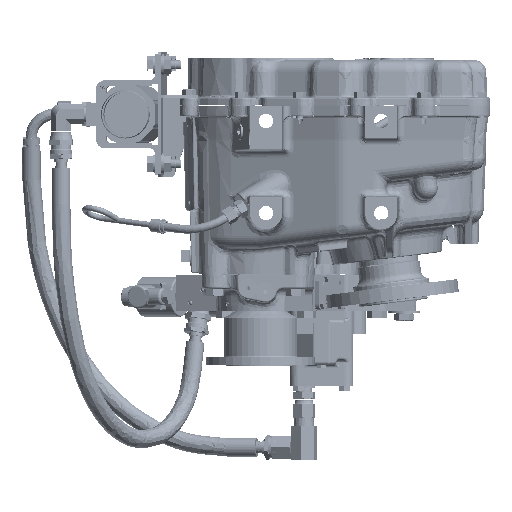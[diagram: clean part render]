
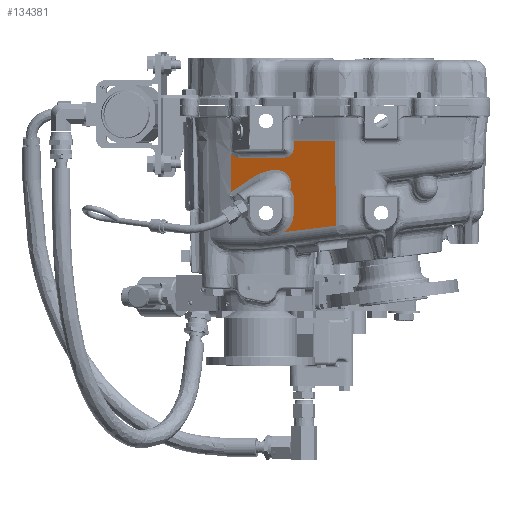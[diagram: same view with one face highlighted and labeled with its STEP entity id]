
A CAD part, left-side view. The second image highlights one B-rep face of the part: STEP entity #134381.
In plain terms, the highlighted planar face has unit normal (-0.913, 0.407, -0.026).
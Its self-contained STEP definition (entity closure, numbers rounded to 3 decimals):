
#3631 = ORIENTED_EDGE ( 'NONE', *, *, #33623, .T. ) ;
#3639 = CARTESIAN_POINT ( 'NONE',  ( -72.754, 32.392, -105.7 ) ) ;
#4006 = ORIENTED_EDGE ( 'NONE', *, *, #68275, .T. ) ;
#4139 = DIRECTION ( 'NONE',  ( 0.407, 0.913, -0.011 ) ) ;
#4654 = DIRECTION ( 'NONE',  ( -0.407, -0.914, 0. ) ) ;
#5886 = EDGE_CURVE ( 'NONE', #45745, #109320, #65967, .T. ) ;
#8335 = VERTEX_POINT ( 'NONE', #73316 ) ;
#8835 = VECTOR ( 'NONE', #4139, 1000. ) ;
#11958 = CARTESIAN_POINT ( 'NONE',  ( -100.694, -32.955, -145.985 ) ) ;
#12185 = CARTESIAN_POINT ( 'NONE',  ( -73.619, 30.248, -108.815 ) ) ;
#13698 =( BOUNDED_CURVE ( )  B_SPLINE_CURVE ( 3, ( #150031, #41116, #165677, #72395 ),
 .UNSPECIFIED., .F., .F. ) 
 B_SPLINE_CURVE_WITH_KNOTS ( ( 4, 4 ),
 ( 3.205, 4.069 ),
 .UNSPECIFIED. ) 
 CURVE ( )  GEOMETRIC_REPRESENTATION_ITEM ( )  RATIONAL_B_SPLINE_CURVE ( ( 1., 0.939, 0.939, 1. ) ) 
 REPRESENTATION_ITEM ( '' )  );
#14364 = LINE ( 'NONE', #63073, #133687 ) ;
#15428 = DIRECTION ( 'NONE',  ( -0.024, 0.011, 1. ) ) ;
#23094 =( BOUNDED_CURVE ( )  B_SPLINE_CURVE ( 3, ( #68758, #146359, #193396, #99998 ),
 .UNSPECIFIED., .F., .F. ) 
 B_SPLINE_CURVE_WITH_KNOTS ( ( 4, 4 ),
 ( 5.383, 6.288 ),
 .UNSPECIFIED. ) 
 CURVE ( )  GEOMETRIC_REPRESENTATION_ITEM ( )  RATIONAL_B_SPLINE_CURVE ( ( 1., 0.933, 0.933, 1. ) ) 
 REPRESENTATION_ITEM ( '' )  );
#23418 = ORIENTED_EDGE ( 'NONE', *, *, #127179, .T. ) ;
#24586 = VECTOR ( 'NONE', #62190, 1000. ) ;
#25844 = CARTESIAN_POINT ( 'NONE',  ( -101.583, -32.628, -109.903 ) ) ;
#33097 = DIRECTION ( 'NONE',  ( -0.026, 0.006, 1. ) ) ;
#33623 = EDGE_CURVE ( 'NONE', #49484, #33840, #124263, .T. ) ;
#33840 = VERTEX_POINT ( 'NONE', #185969 ) ;
#38836 = CARTESIAN_POINT ( 'NONE',  ( -126.91, -89.471, -109.24 ) ) ;
#40976 = CARTESIAN_POINT ( 'NONE',  ( -121.827, -82.942, -185.122 ) ) ;
#41116 = CARTESIAN_POINT ( 'NONE',  ( -101.376, -36.629, -179.264 ) ) ;
#42806 = VERTEX_POINT ( 'NONE', #177861 ) ;
#44277 =( BOUNDED_CURVE ( )  B_SPLINE_CURVE ( 3, ( #103379, #119064, #25844, #134729 ),
 .UNSPECIFIED., .F., .F. ) 
 B_SPLINE_CURVE_WITH_KNOTS ( ( 4, 4 ),
 ( 0.131, 1.701 ),
 .UNSPECIFIED. ) 
 CURVE ( )  GEOMETRIC_REPRESENTATION_ITEM ( )  RATIONAL_B_SPLINE_CURVE ( ( 1., 0.805, 0.805, 1. ) ) 
 REPRESENTATION_ITEM ( '' )  );
#45745 = VERTEX_POINT ( 'NONE', #171677 ) ;
#49484 = VERTEX_POINT ( 'NONE', #139234 ) ;
#52289 = EDGE_CURVE ( 'NONE', #119087, #97955, #117377, .T. ) ;
#53363 = CARTESIAN_POINT ( 'NONE',  ( -104.978, -36.535, -52.129 ) ) ;
#54549 = ORIENTED_EDGE ( 'NONE', *, *, #99114, .T. ) ;
#56168 = EDGE_CURVE ( 'NONE', #45745, #60902, #14364, .T. ) ;
#60902 = VERTEX_POINT ( 'NONE', #3639 ) ;
#61240 = AXIS2_PLACEMENT_3D ( 'NONE', #191255, #97850, #4654 ) ;
#61735 = LINE ( 'NONE', #157581, #176196 ) ;
#62190 = DIRECTION ( 'NONE',  ( -0.359, -0.773, 0.524 ) ) ;
#63073 = CARTESIAN_POINT ( 'NONE',  ( -74.021, 32.956, -52.743 ) ) ;
#65300 = CARTESIAN_POINT ( 'NONE',  ( -130.832, -103.007, -182.659 ) ) ;
#65967 = LINE ( 'NONE', #139733, #24586 ) ;
#68275 = EDGE_CURVE ( 'NONE', #42806, #132407, #91565, .T. ) ;
#68758 = CARTESIAN_POINT ( 'NONE',  ( -100.694, -32.955, -145.985 ) ) ;
#72395 = CARTESIAN_POINT ( 'NONE',  ( -96.728, -27.009, -191.99 ) ) ;
#73316 = CARTESIAN_POINT ( 'NONE',  ( -100.694, -32.955, -145.985 ) ) ;
#76165 = VERTEX_POINT ( 'NONE', #78928 ) ;
#78928 = CARTESIAN_POINT ( 'NONE',  ( -103.616, -36.571, -100.201 ) ) ;
#79326 = DIRECTION ( 'NONE',  ( 0.407, 0.914, 0. ) ) ;
#80216 = ORIENTED_EDGE ( 'NONE', *, *, #83870, .T. ) ;
#82796 = VECTOR ( 'NONE', #147929, 1000. ) ;
#83870 = EDGE_CURVE ( 'NONE', #33840, #119087, #13698, .T. ) ;
#87500 = CARTESIAN_POINT ( 'NONE',  ( -77.331, 21.8, -110.538 ) ) ;
#89725 = CARTESIAN_POINT ( 'NONE',  ( -77.331, 21.8, -110.538 ) ) ;
#91565 = LINE ( 'NONE', #38836, #8835 ) ;
#96411 = CARTESIAN_POINT ( 'NONE',  ( -103.854, -36.564, -91.809 ) ) ;
#97826 = ORIENTED_EDGE ( 'NONE', *, *, #201299, .T. ) ;
#97850 = DIRECTION ( 'NONE',  ( -0.913, 0.407, -0.026 ) ) ;
#97955 = VERTEX_POINT ( 'NONE', #40976 ) ;
#99114 = EDGE_CURVE ( 'NONE', #8335, #49484, #23094, .T. ) ;
#99292 = EDGE_CURVE ( 'NONE', #76165, #42806, #44277, .T. ) ;
#99998 = CARTESIAN_POINT ( 'NONE',  ( -102.103, -36.61, -153.613 ) ) ;
#102010 = CARTESIAN_POINT ( 'NONE',  ( -96.728, -27.009, -191.99 ) ) ;
#102657 =( BOUNDED_CURVE ( )  B_SPLINE_CURVE ( 3, ( #89725, #183056, #12185, #121047 ),
 .UNSPECIFIED., .F., .F. ) 
 B_SPLINE_CURVE_WITH_KNOTS ( ( 4, 4 ),
 ( 1.643, 2.706 ),
 .UNSPECIFIED. ) 
 CURVE ( )  GEOMETRIC_REPRESENTATION_ITEM ( )  RATIONAL_B_SPLINE_CURVE ( ( 1., 0.908, 0.908, 1. ) ) 
 REPRESENTATION_ITEM ( '' )  );
#103379 = CARTESIAN_POINT ( 'NONE',  ( -103.616, -36.571, -100.201 ) ) ;
#105149 = CARTESIAN_POINT ( 'NONE',  ( -104.025, -38.784, -120.311 ) ) ;
#109284 = CARTESIAN_POINT ( 'NONE',  ( -104.978, -36.535, -52.129 ) ) ;
#109320 = VERTEX_POINT ( 'NONE', #134830 ) ;
#114368 = ORIENTED_EDGE ( 'NONE', *, *, #52289, .T. ) ;
#117377 = LINE ( 'NONE', #65300, #158747 ) ;
#119064 = CARTESIAN_POINT ( 'NONE',  ( -103.456, -36.575, -105.858 ) ) ;
#119087 = VERTEX_POINT ( 'NONE', #102010 ) ;
#121047 = CARTESIAN_POINT ( 'NONE',  ( -72.754, 32.392, -105.7 ) ) ;
#122253 = LINE ( 'NONE', #188372, #163623 ) ;
#124263 = LINE ( 'NONE', #53363, #82796 ) ;
#124586 = LINE ( 'NONE', #109284, #161070 ) ;
#124995 = DIRECTION ( 'NONE',  ( 0.028, -0.001, -1. ) ) ;
#125672 = ORIENTED_EDGE ( 'NONE', *, *, #56168, .F. ) ;
#127179 = EDGE_CURVE ( 'NONE', #97955, #144206, #61735, .T. ) ;
#128405 = ORIENTED_EDGE ( 'NONE', *, *, #194188, .T. ) ;
#131489 = ORIENTED_EDGE ( 'NONE', *, *, #99292, .T. ) ;
#132407 = VERTEX_POINT ( 'NONE', #87500 ) ;
#132435 = CARTESIAN_POINT ( 'NONE',  ( -124.271, -82.422, -91.809 ) ) ;
#133687 = VECTOR ( 'NONE', #15428, 1000. ) ;
#134381 = ADVANCED_FACE ( 'NONE', ( #187053 ), #189922, .T. ) ;
#134729 = CARTESIAN_POINT ( 'NONE',  ( -99.093, -27.04, -109.968 ) ) ;
#134830 = CARTESIAN_POINT ( 'NONE',  ( -81.743, 10.442, -133.051 ) ) ;
#135594 = ORIENTED_EDGE ( 'NONE', *, *, #168964, .T. ) ;
#139234 = CARTESIAN_POINT ( 'NONE',  ( -102.103, -36.61, -153.613 ) ) ;
#139733 = CARTESIAN_POINT ( 'NONE',  ( -85.601, 2.139, -127.423 ) ) ;
#144206 = VERTEX_POINT ( 'NONE', #132435 ) ;
#146359 = CARTESIAN_POINT ( 'NONE',  ( -101.685, -35.302, -147.872 ) ) ;
#147929 = DIRECTION ( 'NONE',  ( 0.028, -0.001, -1. ) ) ;
#150031 = CARTESIAN_POINT ( 'NONE',  ( -101.607, -36.623, -171.098 ) ) ;
#157581 = CARTESIAN_POINT ( 'NONE',  ( -125.295, -82.205, -52.706 ) ) ;
#158507 = DIRECTION ( 'NONE',  ( -0.407, -0.907, 0.111 ) ) ;
#158747 = VECTOR ( 'NONE', #158507, 1000. ) ;
#160082 = EDGE_CURVE ( 'NONE', #144206, #192001, #122253, .T. ) ;
#161070 = VECTOR ( 'NONE', #124995, 1000. ) ;
#163623 = VECTOR ( 'NONE', #79326, 1000. ) ;
#165677 = CARTESIAN_POINT ( 'NONE',  ( -99.643, -33.216, -186.682 ) ) ;
#167133 = CARTESIAN_POINT ( 'NONE',  ( -81.743, 10.442, -133.051 ) ) ;
#168964 = EDGE_CURVE ( 'NONE', #132407, #60902, #102657, .T. ) ;
#171677 = CARTESIAN_POINT ( 'NONE',  ( -71.751, 31.946, -147.627 ) ) ;
#176196 = VECTOR ( 'NONE', #33097, 1000. ) ;
#177861 = CARTESIAN_POINT ( 'NONE',  ( -99.093, -27.04, -109.968 ) ) ;
#180703 = EDGE_LOOP ( 'NONE', ( #4006, #135594, #125672, #183711, #128405, #54549, #3631, #80216, #114368, #23418, #181248, #97826, #131489 ) ) ;
#181248 = ORIENTED_EDGE ( 'NONE', *, *, #160082, .T. ) ;
#183056 = CARTESIAN_POINT ( 'NONE',  ( -75.3, 26.36, -110.591 ) ) ;
#183711 = ORIENTED_EDGE ( 'NONE', *, *, #5886, .T. ) ;
#185969 = CARTESIAN_POINT ( 'NONE',  ( -101.607, -36.623, -171.098 ) ) ;
#187053 = FACE_OUTER_BOUND ( 'NONE', #180703, .T. ) ;
#188372 = CARTESIAN_POINT ( 'NONE',  ( -73.086, 32.54, -91.809 ) ) ;
#189922 = PLANE ( 'NONE',  #61240 ) ;
#191255 = CARTESIAN_POINT ( 'NONE',  ( -128.016, -88.319, -52.743 ) ) ;
#192001 = VERTEX_POINT ( 'NONE', #96411 ) ;
#193396 = CARTESIAN_POINT ( 'NONE',  ( -102.188, -36.608, -150.598 ) ) ;
#194001 =( BOUNDED_CURVE ( )  B_SPLINE_CURVE ( 3, ( #167133, #198458, #105149, #11958 ),
 .UNSPECIFIED., .F., .F. ) 
 B_SPLINE_CURVE_WITH_KNOTS ( ( 4, 4 ),
 ( 1.702, 3.735 ),
 .UNSPECIFIED. ) 
 CURVE ( )  GEOMETRIC_REPRESENTATION_ITEM ( )  RATIONAL_B_SPLINE_CURVE ( ( 1., 0.684, 0.684, 1. ) ) 
 REPRESENTATION_ITEM ( '' )  );
#194188 = EDGE_CURVE ( 'NONE', #109320, #8335, #194001, .T. ) ;
#198458 = CARTESIAN_POINT ( 'NONE',  ( -94.795, -17.647, -114.011 ) ) ;
#201299 = EDGE_CURVE ( 'NONE', #192001, #76165, #124586, .T. ) ;
